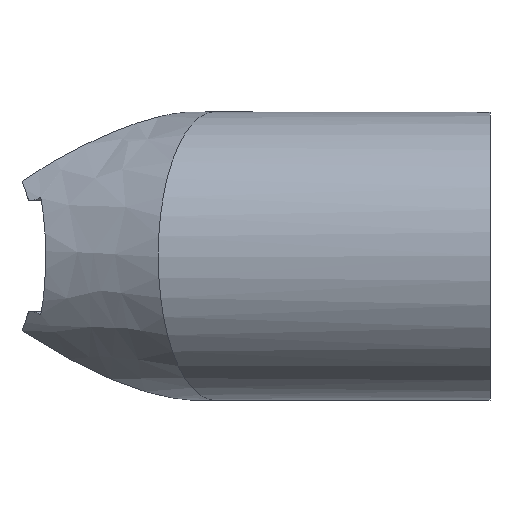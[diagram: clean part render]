
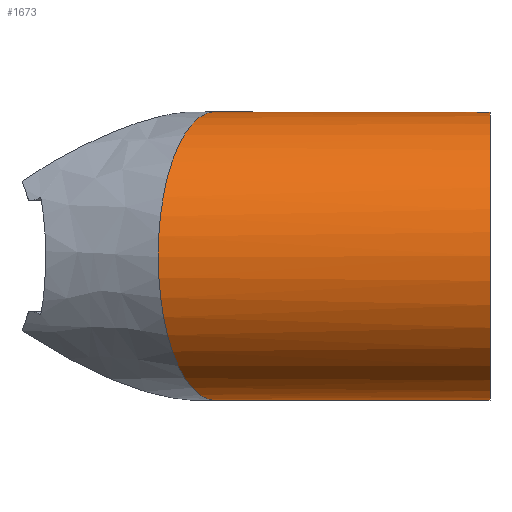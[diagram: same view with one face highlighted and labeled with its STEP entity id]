
A CAD part, left-side view. The second image highlights one B-rep face of the part: STEP entity #1673.
In plain terms, the highlighted cylindrical face has radius 16.5 mm (diameter 33 mm), a full revolution.
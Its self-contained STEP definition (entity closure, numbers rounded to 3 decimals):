
#1295=CARTESIAN_POINT('',(15.613,25.35,-5.338));
#1296=VERTEX_POINT('',#1295);
#1334=CARTESIAN_POINT('',(15.613,25.35,5.338));
#1335=VERTEX_POINT('',#1334);
#1345=CARTESIAN_POINT('',(15.613,25.35,-5.338));
#1346=CARTESIAN_POINT('',(15.761,24.948,-4.905));
#1347=CARTESIAN_POINT('',(15.896,24.585,-4.45));
#1348=CARTESIAN_POINT('',(16.15,23.902,-3.428));
#1349=CARTESIAN_POINT('',(16.279,23.557,-2.78));
#1350=CARTESIAN_POINT('',(16.455,23.087,-1.406));
#1351=CARTESIAN_POINT('',(16.5,22.966,-0.68));
#1352=CARTESIAN_POINT('',(16.5,22.966,0.68));
#1353=CARTESIAN_POINT('',(16.455,23.087,1.406));
#1354=CARTESIAN_POINT('',(16.279,23.557,2.78));
#1355=CARTESIAN_POINT('',(16.15,23.902,3.428));
#1356=CARTESIAN_POINT('',(15.896,24.585,4.45));
#1357=CARTESIAN_POINT('',(15.761,24.948,4.905));
#1358=CARTESIAN_POINT('',(15.613,25.35,5.338));
#1359=B_SPLINE_CURVE_WITH_KNOTS('',3,(#1345,#1346,#1347,#1348,#1349,#1350,#1351,#1352,#1353,#1354,#1355,#1356,#1357,#1358),.UNSPECIFIED.,.F.,.U.,(4,2,2,2,2,2,4),(2.687,2.859,3.063,3.267,3.471,3.675,3.847),.UNSPECIFIED.);
#1360=EDGE_CURVE('',#1296,#1335,#1359,.T.);
#1595=CARTESIAN_POINT('',(0.,31.5,-16.5));
#1596=VERTEX_POINT('',#1595);
#1597=CARTESIAN_POINT('',(0.0,31.5,0.0));
#1598=DIRECTION('',(-0.367,-0.93,0.0));
#1599=DIRECTION('',(0.93,-0.367,0.0));
#1600=AXIS2_PLACEMENT_3D('',#1597,#1598,#1599);
#1601=ELLIPSE('',#1600,17.734,16.5);
#1602=EDGE_CURVE('',#1596,#1296,#1601,.T.);
#1604=CARTESIAN_POINT('',(0.,31.5,16.5));
#1605=VERTEX_POINT('',#1604);
#1606=CARTESIAN_POINT('',(0.0,31.5,0.0));
#1607=DIRECTION('',(-0.367,-0.93,0.0));
#1608=DIRECTION('',(0.93,-0.367,0.0));
#1609=AXIS2_PLACEMENT_3D('',#1606,#1607,#1608);
#1610=ELLIPSE('',#1609,17.734,16.5);
#1611=EDGE_CURVE('',#1605,#1596,#1610,.T.);
#1613=CARTESIAN_POINT('',(0.0,31.5,0.0));
#1614=DIRECTION('',(-0.367,-0.93,0.0));
#1615=DIRECTION('',(0.93,-0.367,0.0));
#1616=AXIS2_PLACEMENT_3D('',#1613,#1614,#1615);
#1617=ELLIPSE('',#1616,17.734,16.5);
#1618=EDGE_CURVE('',#1335,#1605,#1617,.T.);
#1651=CARTESIAN_POINT('',(0.0,0.0,0.0));
#1652=DIRECTION('',(0.0,1.0,0.0));
#1653=DIRECTION('',(1.0,0.0,0.0));
#1654=AXIS2_PLACEMENT_3D('',#1651,#1652,#1653);
#1655=CYLINDRICAL_SURFACE('',#1654,16.5);
#1656=CARTESIAN_POINT('',(-16.5,0.0,0.));
#1657=VERTEX_POINT('',#1656);
#1658=CARTESIAN_POINT('',(0.0,0.0,0.0));
#1659=DIRECTION('',(0.0,-1.0,0.0));
#1660=DIRECTION('',(1.0,0.0,0.0));
#1661=AXIS2_PLACEMENT_3D('',#1658,#1659,#1660);
#1662=CIRCLE('',#1661,16.5);
#1663=EDGE_CURVE('',#1657,#1657,#1662,.T.);
#1664=ORIENTED_EDGE('',*,*,#1663,.F.);
#1665=EDGE_LOOP('',(#1664));
#1666=FACE_OUTER_BOUND('',#1665,.T.);
#1667=ORIENTED_EDGE('',*,*,#1360,.T.);
#1668=ORIENTED_EDGE('',*,*,#1618,.T.);
#1669=ORIENTED_EDGE('',*,*,#1611,.T.);
#1670=ORIENTED_EDGE('',*,*,#1602,.T.);
#1671=EDGE_LOOP('',(#1667,#1668,#1669,#1670));
#1672=FACE_BOUND('',#1671,.T.);
#1673=ADVANCED_FACE('',(#1666,#1672),#1655,.T.);
